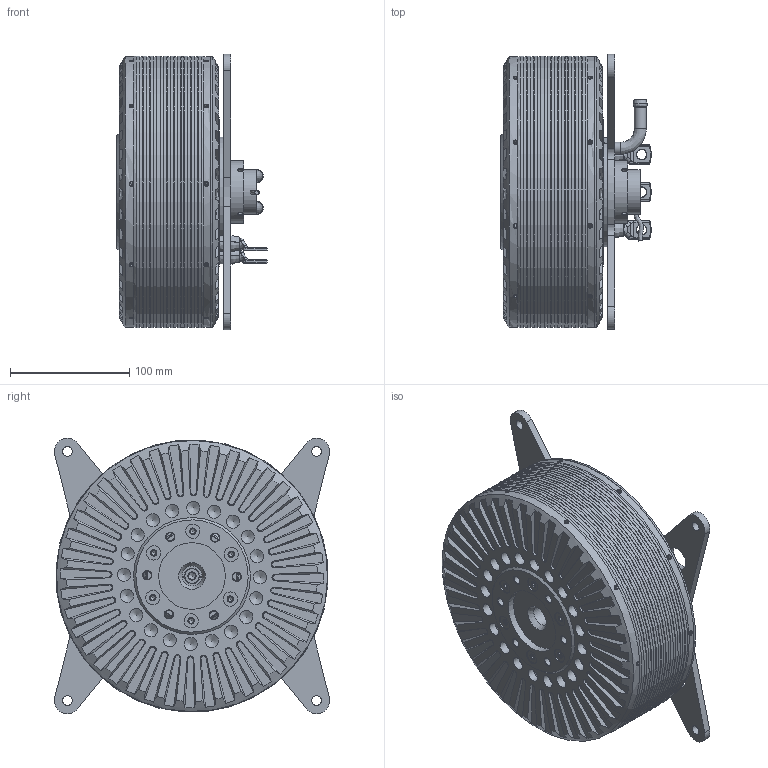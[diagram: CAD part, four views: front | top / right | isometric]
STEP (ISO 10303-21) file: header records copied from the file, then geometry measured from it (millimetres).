
FILE_DESCRIPTION (( 'STEP AP203' ), '1' );
FILE_NAME ('228_lc_resolver.STEP', '2021-10-01T06:32:20', ( '' ), ( '' ), 'SwSTEP 2.0', 'SolidWorks 2016', '' );
FILE_SCHEMA (( 'CONFIG_CONTROL_DESIGN' ));
Length unit declared in the file: millimetre
Products named in the file (1): 228_lc_resolver
Bounding box: 126 x 230.53 x 230.58 mm (x, y, z)
Volume: 1570331.1 mm3; surface area: 525025.9 mm2
Topology: 66 solids, 71 shells, 1695 faces, 4572 edges, 3015 vertices
Faces by surface type: plane 568, cylinder 475, cone 334, bspline 294, torus 16, sphere 8
Full cylindrical faces by diameter (mm): 3 x2, 3.3 x25, 3.5 x1, 4 x41, 4.5 x1, 5 x6, 6 x12, 6.8 x29, 7 x15, 8 x40, 8.2 x3, 9.4 x1, 9.5 x1, 9.6 x8, 9.9 x2, 10 x10, 11 x20, 12 x14, 13 x1, 13.2 x1, 14 x1, 16.8 x1, 17 x1, 18 x1, 20 x4, 21 x1, 22.5 x3, 23 x1, 24 x2, 28 x3
Entity records: 81023 total; most frequent: CARTESIAN_POINT 45627, ORIENTED_EDGE 7124, DIRECTION 6316, EDGE_CURVE 3562, VERTEX_POINT 2697, AXIS2_PLACEMENT_3D 2689, EDGE_LOOP 2611, FACE_OUTER_BOUND 2100
